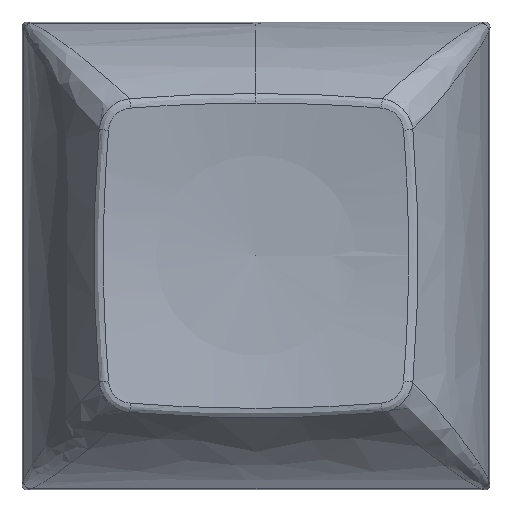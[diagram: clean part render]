
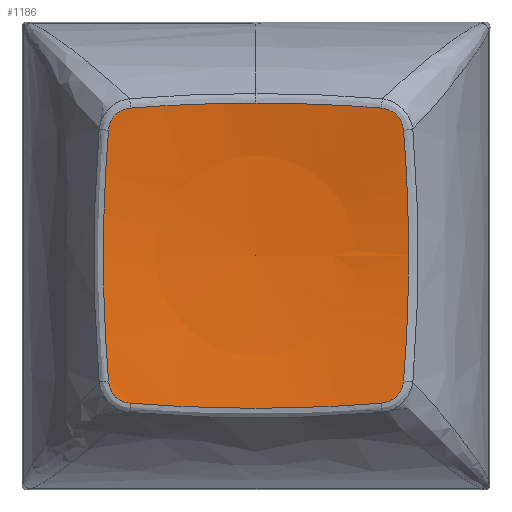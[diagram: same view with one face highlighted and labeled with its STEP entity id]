
A CAD part, top view. The second image highlights one B-rep face of the part: STEP entity #1186.
In plain terms, the highlighted spherical face has radius 43.913 mm.
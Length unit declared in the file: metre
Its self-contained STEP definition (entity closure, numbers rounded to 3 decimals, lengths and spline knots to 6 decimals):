
#12=SPHERICAL_SURFACE('',#1263,0.043913);
#30=B_SPLINE_CURVE_WITH_KNOTS('',3,(#1688,#1689,#1690,#1691,#1692,#1693,
#1694),.UNSPECIFIED.,.F.,.F.,(4,1,1,1,4),(0.,0.25,0.5,0.75,1.),
 .UNSPECIFIED.);
#32=B_SPLINE_CURVE_WITH_KNOTS('',3,(#1713,#1714,#1715,#1716,#1717),
 .UNSPECIFIED.,.F.,.F.,(4,1,4),(0.,0.5,1.),.UNSPECIFIED.);
#35=B_SPLINE_CURVE_WITH_KNOTS('',3,(#1741,#1742,#1743,#1744),
 .UNSPECIFIED.,.F.,.F.,(4,4),(0.,1.),.UNSPECIFIED.);
#37=B_SPLINE_CURVE_WITH_KNOTS('',3,(#1775,#1776,#1777,#1778,#1779,#1780,
#1781,#1782,#1783,#1784,#1785,#1786),.UNSPECIFIED.,.F.,.F.,(4,2,2,2,2,4),
(0.,0.069827,0.284338,0.50284,0.752712,
1.),.UNSPECIFIED.);
#40=B_SPLINE_CURVE_WITH_KNOTS('',3,(#1811,#1812,#1813,#1814,#1815,#1816,
#1817,#1818,#1819,#1820,#1821,#1822,#1823),.UNSPECIFIED.,.F.,.F.,(4,1,1,
1,1,1,1,1,1,1,4),(0.,0.125,0.25,0.3125,0.375,0.5,0.625,0.6875,0.75,0.875,
1.),.UNSPECIFIED.);
#42=B_SPLINE_CURVE_WITH_KNOTS('',3,(#1842,#1843,#1844,#1845,#1846,#1847,
#1848,#1849,#1850,#1851,#1852,#1853,#1854),.UNSPECIFIED.,.F.,.F.,(4,1,1,
1,1,1,1,1,1,1,4),(0.,0.125,0.25,0.3125,0.375,0.5,0.625,0.6875,0.75,0.875,
1.),.UNSPECIFIED.);
#45=B_SPLINE_CURVE_WITH_KNOTS('',3,(#1878,#1879,#1880,#1881),
 .UNSPECIFIED.,.F.,.F.,(4,4),(0.,1.),.UNSPECIFIED.);
#47=B_SPLINE_CURVE_WITH_KNOTS('',3,(#1912,#1913,#1914,#1915,#1916,#1917,
#1918,#1919),.UNSPECIFIED.,.F.,.F.,(4,2,2,4),(0.,0.25,0.5,1.),
 .UNSPECIFIED.);
#49=B_SPLINE_CURVE_WITH_KNOTS('',3,(#1938,#1939,#1940,#1941,#1942,#1943,
#1944,#1945,#1946,#1947,#1948,#1949,#1950),.UNSPECIFIED.,.F.,.F.,(4,1,1,
1,1,1,1,1,1,1,4),(0.,0.125,0.25,0.3125,0.375,0.5,0.625,0.6875,0.75,0.875,
1.),.UNSPECIFIED.);
#421=ORIENTED_EDGE('',*,*,#546,.T.);
#422=ORIENTED_EDGE('',*,*,#540,.T.);
#423=ORIENTED_EDGE('',*,*,#542,.T.);
#424=ORIENTED_EDGE('',*,*,#548,.T.);
#425=ORIENTED_EDGE('',*,*,#554,.T.);
#426=ORIENTED_EDGE('',*,*,#560,.T.);
#427=ORIENTED_EDGE('',*,*,#562,.T.);
#428=ORIENTED_EDGE('',*,*,#558,.T.);
#429=ORIENTED_EDGE('',*,*,#552,.T.);
#540=EDGE_CURVE('',#680,#683,#30,.T.);
#542=EDGE_CURVE('',#683,#685,#32,.T.);
#546=EDGE_CURVE('',#686,#680,#35,.T.);
#548=EDGE_CURVE('',#685,#689,#37,.T.);
#552=EDGE_CURVE('',#690,#686,#40,.T.);
#554=EDGE_CURVE('',#689,#693,#42,.T.);
#558=EDGE_CURVE('',#694,#690,#45,.T.);
#560=EDGE_CURVE('',#693,#697,#47,.T.);
#562=EDGE_CURVE('',#697,#694,#49,.T.);
#680=VERTEX_POINT('',#1679);
#683=VERTEX_POINT('',#1687);
#685=VERTEX_POINT('',#1712);
#686=VERTEX_POINT('',#1735);
#689=VERTEX_POINT('',#1774);
#690=VERTEX_POINT('',#1805);
#693=VERTEX_POINT('',#1841);
#694=VERTEX_POINT('',#1872);
#697=VERTEX_POINT('',#1911);
#1004=EDGE_LOOP('',(#421,#422,#423,#424,#425,#426,#427,#428,#429));
#1077=FACE_BOUND('',#1004,.T.);
#1186=ADVANCED_FACE('',(#1077),#12,.F.);
#1263=AXIS2_PLACEMENT_3D('',#2923,#1488,#1489);
#1488=DIRECTION('',(0.,0.,1.));
#1489=DIRECTION('',(1.,0.,0.));
#1679=CARTESIAN_POINT('',(0.271268,0.110586,0.009008));
#1687=CARTESIAN_POINT('',(0.266365,0.11078,0.008757));
#1688=CARTESIAN_POINT('',(0.271268,0.110586,0.009008));
#1689=CARTESIAN_POINT('',(0.270837,0.110621,0.008964));
#1690=CARTESIAN_POINT('',(0.269996,0.11068,0.00889));
#1691=CARTESIAN_POINT('',(0.26884,0.110736,0.008816));
#1692=CARTESIAN_POINT('',(0.267573,0.110773,0.008767));
#1693=CARTESIAN_POINT('',(0.266771,0.11078,0.008757));
#1694=CARTESIAN_POINT('',(0.266365,0.11078,0.008757));
#1712=CARTESIAN_POINT('',(0.261461,0.110586,0.009008));
#1713=CARTESIAN_POINT('',(0.266365,0.11078,0.008757));
#1714=CARTESIAN_POINT('',(0.26553,0.11078,0.008757));
#1715=CARTESIAN_POINT('',(0.263888,0.110747,0.008802));
#1716=CARTESIAN_POINT('',(0.262324,0.110657,0.00892));
#1717=CARTESIAN_POINT('',(0.261461,0.110586,0.009008));
#1735=CARTESIAN_POINT('',(0.272136,0.109718,0.009008));
#1741=CARTESIAN_POINT('',(0.272136,0.109718,0.009008));
#1742=CARTESIAN_POINT('',(0.272097,0.110201,0.009057));
#1743=CARTESIAN_POINT('',(0.271751,0.110547,0.009057));
#1744=CARTESIAN_POINT('',(0.271268,0.110586,0.009008));
#1774=CARTESIAN_POINT('',(0.260593,0.109718,0.009008));
#1775=CARTESIAN_POINT('',(0.261461,0.110586,0.009008));
#1776=CARTESIAN_POINT('',(0.261429,0.110584,0.009011));
#1777=CARTESIAN_POINT('',(0.261398,0.11058,0.009014));
#1778=CARTESIAN_POINT('',(0.261273,0.110559,0.009026));
#1779=CARTESIAN_POINT('',(0.261179,0.110531,0.009033));
#1780=CARTESIAN_POINT('',(0.261005,0.110446,0.009044));
#1781=CARTESIAN_POINT('',(0.260923,0.110388,0.009046));
#1782=CARTESIAN_POINT('',(0.260776,0.110239,0.009046));
#1783=CARTESIAN_POINT('',(0.260713,0.110142,0.009042));
#1784=CARTESIAN_POINT('',(0.260627,0.109938,0.009029));
#1785=CARTESIAN_POINT('',(0.260602,0.109828,0.009019));
#1786=CARTESIAN_POINT('',(0.260593,0.109718,0.009008));
#1805=CARTESIAN_POINT('',(0.272136,0.099911,0.009008));
#1811=CARTESIAN_POINT('',(0.272136,0.099911,0.009008));
#1812=CARTESIAN_POINT('',(0.272171,0.100342,0.008964));
#1813=CARTESIAN_POINT('',(0.27223,0.101186,0.00889));
#1814=CARTESIAN_POINT('',(0.272279,0.102139,0.008829));
#1815=CARTESIAN_POINT('',(0.272308,0.10299,0.008791));
#1816=CARTESIAN_POINT('',(0.272327,0.103797,0.008765));
#1817=CARTESIAN_POINT('',(0.272341,0.104815,0.008753));
#1818=CARTESIAN_POINT('',(0.272327,0.105832,0.008765));
#1819=CARTESIAN_POINT('',(0.272308,0.106639,0.008791));
#1820=CARTESIAN_POINT('',(0.272279,0.107491,0.008829));
#1821=CARTESIAN_POINT('',(0.27223,0.108443,0.00889));
#1822=CARTESIAN_POINT('',(0.272171,0.109287,0.008964));
#1823=CARTESIAN_POINT('',(0.272136,0.109718,0.009008));
#1841=CARTESIAN_POINT('',(0.260593,0.099911,0.009008));
#1842=CARTESIAN_POINT('',(0.260593,0.109718,0.009008));
#1843=CARTESIAN_POINT('',(0.260558,0.109287,0.008964));
#1844=CARTESIAN_POINT('',(0.260499,0.108444,0.00889));
#1845=CARTESIAN_POINT('',(0.26045,0.10749,0.008829));
#1846=CARTESIAN_POINT('',(0.260421,0.10664,0.008791));
#1847=CARTESIAN_POINT('',(0.260402,0.105832,0.008765));
#1848=CARTESIAN_POINT('',(0.260389,0.104815,0.008753));
#1849=CARTESIAN_POINT('',(0.260402,0.103797,0.008765));
#1850=CARTESIAN_POINT('',(0.260421,0.10299,0.008791));
#1851=CARTESIAN_POINT('',(0.26045,0.102139,0.008829));
#1852=CARTESIAN_POINT('',(0.260499,0.101186,0.00889));
#1853=CARTESIAN_POINT('',(0.260558,0.100342,0.008964));
#1854=CARTESIAN_POINT('',(0.260593,0.099911,0.009008));
#1872=CARTESIAN_POINT('',(0.271268,0.099043,0.009008));
#1878=CARTESIAN_POINT('',(0.271268,0.099043,0.009008));
#1879=CARTESIAN_POINT('',(0.271751,0.099082,0.009057));
#1880=CARTESIAN_POINT('',(0.272097,0.099429,0.009057));
#1881=CARTESIAN_POINT('',(0.272136,0.099911,0.009008));
#1911=CARTESIAN_POINT('',(0.261461,0.099043,0.009008));
#1912=CARTESIAN_POINT('',(0.260592,0.099919,0.009007));
#1913=CARTESIAN_POINT('',(0.260602,0.099805,0.009019));
#1914=CARTESIAN_POINT('',(0.260626,0.099693,0.009029));
#1915=CARTESIAN_POINT('',(0.260714,0.099484,0.009042));
#1916=CARTESIAN_POINT('',(0.260777,0.099388,0.009046));
#1917=CARTESIAN_POINT('',(0.261021,0.099145,0.009046));
#1918=CARTESIAN_POINT('',(0.261243,0.099061,0.00903));
#1919=CARTESIAN_POINT('',(0.261469,0.099042,0.009007));
#1938=CARTESIAN_POINT('',(0.261461,0.099043,0.009008));
#1939=CARTESIAN_POINT('',(0.261892,0.099008,0.008964));
#1940=CARTESIAN_POINT('',(0.262736,0.098949,0.00889));
#1941=CARTESIAN_POINT('',(0.263689,0.0989,0.008829));
#1942=CARTESIAN_POINT('',(0.264539,0.098871,0.008791));
#1943=CARTESIAN_POINT('',(0.265347,0.098852,0.008765));
#1944=CARTESIAN_POINT('',(0.266365,0.098838,0.008753));
#1945=CARTESIAN_POINT('',(0.267382,0.098852,0.008765));
#1946=CARTESIAN_POINT('',(0.268189,0.098871,0.008791));
#1947=CARTESIAN_POINT('',(0.269041,0.0989,0.008829));
#1948=CARTESIAN_POINT('',(0.269993,0.098949,0.00889));
#1949=CARTESIAN_POINT('',(0.270837,0.099008,0.008964));
#1950=CARTESIAN_POINT('',(0.271268,0.099043,0.009008));
#2923=CARTESIAN_POINT('',(0.266365,0.104815,0.052263));
